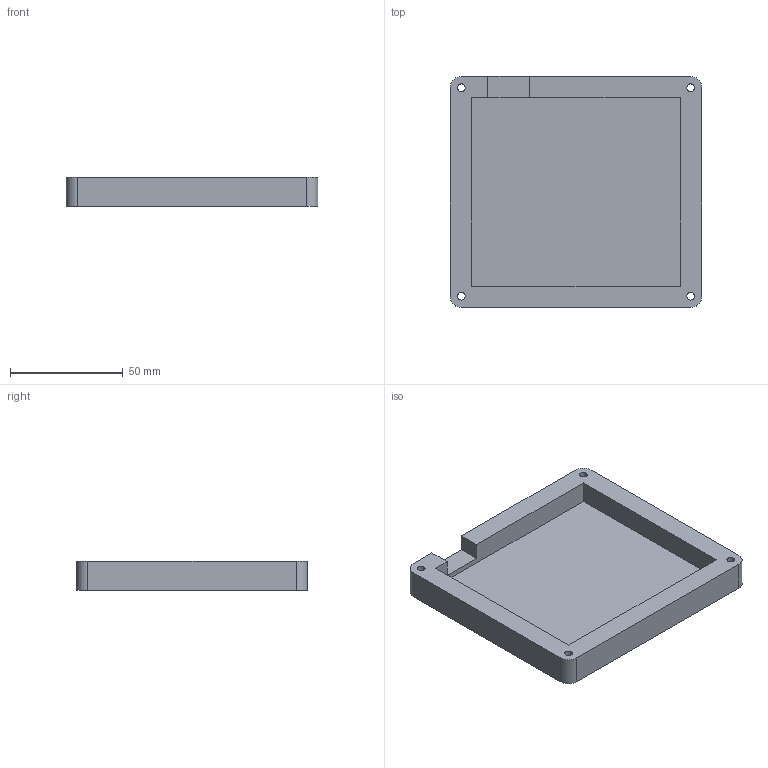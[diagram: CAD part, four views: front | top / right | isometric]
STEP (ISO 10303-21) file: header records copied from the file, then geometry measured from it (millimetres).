
FILE_DESCRIPTION(('FreeCAD Model'),'2;1');
FILE_NAME('Open CASCADE Shape Model','2025-02-19T21:38:03',('Author'),( ''),'Open CASCADE STEP processor 7.8','FreeCAD','Unknown');
FILE_SCHEMA(('AUTOMOTIVE_DESIGN { 1 0 10303 214 1 1 1 1 }'));
Length unit declared in the file: millimetre
Products named in the file (1): Body
Bounding box: 111.63 x 102.41 x 13.2 mm (x, y, z)
Volume: 69062.7 mm3; surface area: 32333.4 mm2
Topology: 1 solids, 1 shells, 500 faces, 1404 edges, 936 vertices
Faces by surface type: extrusion 321, plane 167, cylinder 12
Full cylindrical faces by diameter (mm): 3.4 x4, 6 x4
Entity records: 16472 total; most frequent: CARTESIAN_POINT 4767, ORIENTED_EDGE 2808, DIRECTION 1467, EDGE_CURVE 1404, VECTOR 1059, B_SPLINE_CURVE_WITH_KNOTS 963, VERTEX_POINT 936, LINE 738
